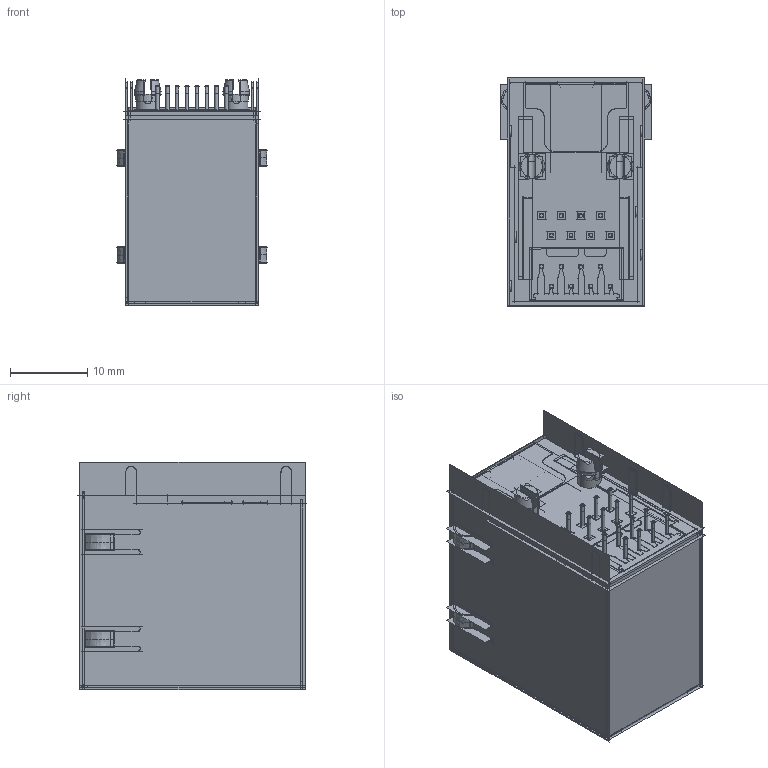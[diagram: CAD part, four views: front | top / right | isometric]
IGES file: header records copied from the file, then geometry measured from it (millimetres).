
Start section:  PTC IGES file: DGKYD59212188HWA1DY1A030.igs
Global section: file name: DGKYD59212188HWA1DY1A030.igs; native system: Creo Parametric by PTC Inc.; preprocessor: 2018400; author: Administrator; organization: Unknown; date: 20210309.153120; units: millimetre
Bounding box: 19.47 x 29.5 x 29.43 mm (x, y, z)
Surface area: 26180.8 mm2 (no closed solid volume)
Topology: 0 solids, 0 shells, 1448 faces, 25659 edges, 33105 vertices
Faces by surface type: bspline 1018, revolution 414, extrusion 16
